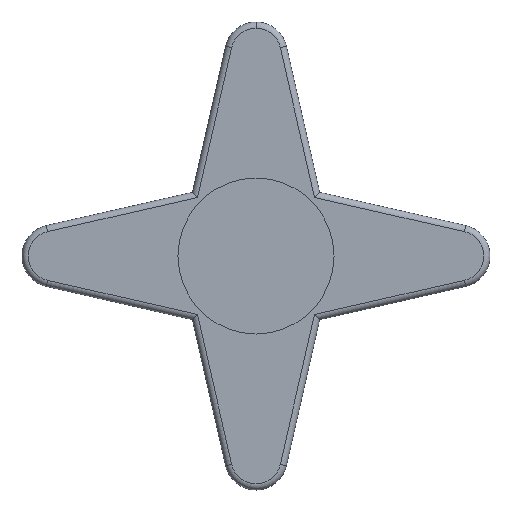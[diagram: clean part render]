
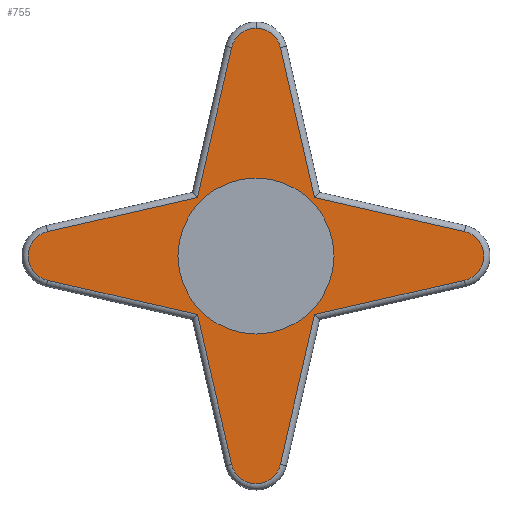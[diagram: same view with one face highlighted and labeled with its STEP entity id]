
A CAD part, front view. The second image highlights one B-rep face of the part: STEP entity #755.
In plain terms, the highlighted planar face has unit normal (0, -1, 0).
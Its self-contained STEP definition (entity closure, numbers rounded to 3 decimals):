
#14 = ORIENTED_EDGE ( 'NONE', *, *, #497, .T. ) ;
#19 = CIRCLE ( 'NONE', #189, 17.857 ) ;
#24 = CARTESIAN_POINT ( 'NONE',  ( 0., 0.847, -17.857 ) ) ;
#26 = ORIENTED_EDGE ( 'NONE', *, *, #782, .T. ) ;
#33 = AXIS2_PLACEMENT_3D ( 'NONE', #501, #987, #901 ) ;
#36 = DIRECTION ( 'NONE',  ( 0., 0., 1. ) ) ;
#63 = EDGE_CURVE ( 'NONE', #222, #1076, #158, .T. ) ;
#67 = CARTESIAN_POINT ( 'NONE',  ( -5.572, 0.847, 47.697 ) ) ;
#87 = AXIS2_PLACEMENT_3D ( 'NONE', #686, #886, #592 ) ;
#93 = DIRECTION ( 'NONE',  ( 0., 0., 1. ) ) ;
#101 = DIRECTION ( 'NONE',  ( 0.975, 0., -0.222 ) ) ;
#103 = CARTESIAN_POINT ( 'NONE',  ( 0., 0.847, 52.143 ) ) ;
#106 = DIRECTION ( 'NONE',  ( -0.222, 0., 0.975 ) ) ;
#138 = VERTEX_POINT ( 'NONE', #24 ) ;
#147 = CARTESIAN_POINT ( 'NONE',  ( 0., 0.847, -46.429 ) ) ;
#158 = CIRCLE ( 'NONE', #1142, 5.714 ) ;
#185 = DIRECTION ( 'NONE',  ( -0.975, 0., -0.222 ) ) ;
#189 = AXIS2_PLACEMENT_3D ( 'NONE', #315, #716, #224 ) ;
#206 = CARTESIAN_POINT ( 'NONE',  ( 25.677, 0.847, -40.581 ) ) ;
#222 = VERTEX_POINT ( 'NONE', #965 ) ;
#224 = DIRECTION ( 'NONE',  ( 0., 0., 1. ) ) ;
#229 = PLANE ( 'NONE',  #522 ) ;
#241 = DIRECTION ( 'NONE',  ( 0.222, 0., 0.975 ) ) ;
#242 = ORIENTED_EDGE ( 'NONE', *, *, #642, .T. ) ;
#243 = EDGE_CURVE ( 'NONE', #291, #519, #1287, .T. ) ;
#278 = VERTEX_POINT ( 'NONE', #783 ) ;
#279 = CARTESIAN_POINT ( 'NONE',  ( 0., 0.847, 0. ) ) ;
#291 = VERTEX_POINT ( 'NONE', #67 ) ;
#315 = CARTESIAN_POINT ( 'NONE',  ( 0., 0.847, 0. ) ) ;
#338 = ORIENTED_EDGE ( 'NONE', *, *, #798, .T. ) ;
#342 = VECTOR ( 'NONE', #1055, 1000. ) ;
#351 = VERTEX_POINT ( 'NONE', #1140 ) ;
#367 = VECTOR ( 'NONE', #185, 1000. ) ;
#368 = CIRCLE ( 'NONE', #33, 5.714 ) ;
#379 = DIRECTION ( 'NONE',  ( -0.975, 0., 0.222 ) ) ;
#385 = CARTESIAN_POINT ( 'NONE',  ( -25.677, 0.847, -40.581 ) ) ;
#390 = DIRECTION ( 'NONE',  ( 0., -1., 0. ) ) ;
#401 = EDGE_CURVE ( 'NONE', #351, #278, #853, .T. ) ;
#406 = LINE ( 'NONE', #477, #367 ) ;
#430 = VECTOR ( 'NONE', #101, 1000. ) ;
#436 = CARTESIAN_POINT ( 'NONE',  ( -5.572, 0.847, -47.697 ) ) ;
#460 = CARTESIAN_POINT ( 'NONE',  ( -47.697, 0.847, 5.572 ) ) ;
#477 = CARTESIAN_POINT ( 'NONE',  ( -13.611, 0.847, 13.335 ) ) ;
#491 = VERTEX_POINT ( 'NONE', #436 ) ;
#497 = EDGE_CURVE ( 'NONE', #654, #291, #1047, .T. ) ;
#501 = CARTESIAN_POINT ( 'NONE',  ( -46.429, 0.847, 0. ) ) ;
#519 = VERTEX_POINT ( 'NONE', #1186 ) ;
#522 = AXIS2_PLACEMENT_3D ( 'NONE', #147, #556, #1038 ) ;
#530 = ORIENTED_EDGE ( 'NONE', *, *, #1302, .T. ) ;
#536 = VECTOR ( 'NONE', #106, 1000. ) ;
#555 = ORIENTED_EDGE ( 'NONE', *, *, #1252, .T. ) ;
#556 = DIRECTION ( 'NONE',  ( 0., 1., 0. ) ) ;
#564 = LINE ( 'NONE', #983, #814 ) ;
#580 = EDGE_CURVE ( 'NONE', #1076, #720, #564, .T. ) ;
#582 = CARTESIAN_POINT ( 'NONE',  ( 6.494, 0.847, -17.914 ) ) ;
#592 = DIRECTION ( 'NONE',  ( 0., 0., 1. ) ) ;
#595 = LINE ( 'NONE', #582, #430 ) ;
#604 = CIRCLE ( 'NONE', #882, 5.714 ) ;
#630 = EDGE_LOOP ( 'NONE', ( #1223, #728 ) ) ;
#631 = LINE ( 'NONE', #1044, #849 ) ;
#642 = EDGE_CURVE ( 'NONE', #1191, #654, #902, .T. ) ;
#652 = CARTESIAN_POINT ( 'NONE',  ( 0., 0.847, -46.429 ) ) ;
#654 = VERTEX_POINT ( 'NONE', #103 ) ;
#686 = CARTESIAN_POINT ( 'NONE',  ( 0., 0.847, 46.429 ) ) ;
#696 = VERTEX_POINT ( 'NONE', #1224 ) ;
#708 = ORIENTED_EDGE ( 'NONE', *, *, #63, .T. ) ;
#715 = ORIENTED_EDGE ( 'NONE', *, *, #1153, .T. ) ;
#716 = DIRECTION ( 'NONE',  ( 0., -1., 0. ) ) ;
#720 = VERTEX_POINT ( 'NONE', #815 ) ;
#721 = DIRECTION ( 'NONE',  ( 0., -1., 0. ) ) ;
#725 = EDGE_CURVE ( 'NONE', #138, #919, #19, .T. ) ;
#728 = ORIENTED_EDGE ( 'NONE', *, *, #725, .F. ) ;
#729 = DIRECTION ( 'NONE',  ( 0., -1., 0. ) ) ;
#734 = DIRECTION ( 'NONE',  ( 0.975, 0., 0.222 ) ) ;
#755 = ADVANCED_FACE ( 'NONE', ( #946, #959 ), #229, .F. ) ;
#759 = CARTESIAN_POINT ( 'NONE',  ( 0., 0.847, 17.857 ) ) ;
#761 = AXIS2_PLACEMENT_3D ( 'NONE', #279, #1013, #1089 ) ;
#774 = CARTESIAN_POINT ( 'NONE',  ( -5.572, 0.847, -47.697 ) ) ;
#781 = CARTESIAN_POINT ( 'NONE',  ( 5.572, 0.847, 47.697 ) ) ;
#782 = EDGE_CURVE ( 'NONE', #491, #351, #604, .T. ) ;
#783 = CARTESIAN_POINT ( 'NONE',  ( 13.386, 0.847, -13.386 ) ) ;
#786 = CARTESIAN_POINT ( 'NONE',  ( -47.697, 0.847, -5.572 ) ) ;
#789 = VECTOR ( 'NONE', #241, 1000. ) ;
#794 = ORIENTED_EDGE ( 'NONE', *, *, #995, .T. ) ;
#798 = EDGE_CURVE ( 'NONE', #278, #222, #631, .T. ) ;
#814 = VECTOR ( 'NONE', #379, 1000. ) ;
#815 = CARTESIAN_POINT ( 'NONE',  ( 13.386, 0.847, 13.386 ) ) ;
#849 = VECTOR ( 'NONE', #734, 1000. ) ;
#853 = LINE ( 'NONE', #1243, #789 ) ;
#854 = ORIENTED_EDGE ( 'NONE', *, *, #580, .T. ) ;
#872 = LINE ( 'NONE', #774, #342 ) ;
#882 = AXIS2_PLACEMENT_3D ( 'NONE', #652, #729, #36 ) ;
#886 = DIRECTION ( 'NONE',  ( 0., -1., 0. ) ) ;
#901 = DIRECTION ( 'NONE',  ( 0., 0., 1. ) ) ;
#902 = CIRCLE ( 'NONE', #1257, 5.714 ) ;
#919 = VERTEX_POINT ( 'NONE', #759 ) ;
#923 = ORIENTED_EDGE ( 'NONE', *, *, #243, .T. ) ;
#946 = FACE_BOUND ( 'NONE', #630, .T. ) ;
#959 = FACE_OUTER_BOUND ( 'NONE', #1162, .T. ) ;
#965 = CARTESIAN_POINT ( 'NONE',  ( 47.697, 0.847, -5.572 ) ) ;
#982 = ORIENTED_EDGE ( 'NONE', *, *, #1297, .T. ) ;
#983 = CARTESIAN_POINT ( 'NONE',  ( 13.611, 0.847, 13.335 ) ) ;
#987 = DIRECTION ( 'NONE',  ( 0., -1., 0. ) ) ;
#993 = CARTESIAN_POINT ( 'NONE',  ( 46.429, 0.847, 0. ) ) ;
#995 = EDGE_CURVE ( 'NONE', #696, #491, #872, .T. ) ;
#1004 = CIRCLE ( 'NONE', #761, 17.857 ) ;
#1006 = CARTESIAN_POINT ( 'NONE',  ( 0., 0.847, 46.429 ) ) ;
#1013 = DIRECTION ( 'NONE',  ( 0., -1., 0. ) ) ;
#1018 = VECTOR ( 'NONE', #1293, 1000. ) ;
#1038 = DIRECTION ( 'NONE',  ( 0., 0., 1. ) ) ;
#1044 = CARTESIAN_POINT ( 'NONE',  ( -6.494, 0.847, -17.914 ) ) ;
#1047 = CIRCLE ( 'NONE', #87, 5.714 ) ;
#1055 = DIRECTION ( 'NONE',  ( 0.222, 0., -0.975 ) ) ;
#1066 = VERTEX_POINT ( 'NONE', #460 ) ;
#1076 = VERTEX_POINT ( 'NONE', #1264 ) ;
#1082 = LINE ( 'NONE', #206, #536 ) ;
#1089 = DIRECTION ( 'NONE',  ( 0., 0., 1. ) ) ;
#1110 = ORIENTED_EDGE ( 'NONE', *, *, #401, .T. ) ;
#1140 = CARTESIAN_POINT ( 'NONE',  ( 5.572, 0.847, -47.697 ) ) ;
#1142 = AXIS2_PLACEMENT_3D ( 'NONE', #993, #390, #93 ) ;
#1143 = VERTEX_POINT ( 'NONE', #786 ) ;
#1153 = EDGE_CURVE ( 'NONE', #519, #1066, #406, .T. ) ;
#1162 = EDGE_LOOP ( 'NONE', ( #1110, #338, #708, #854, #555, #242, #14, #923, #715, #530, #982, #794, #26 ) ) ;
#1186 = CARTESIAN_POINT ( 'NONE',  ( -13.386, 0.847, 13.386 ) ) ;
#1191 = VERTEX_POINT ( 'NONE', #781 ) ;
#1205 = DIRECTION ( 'NONE',  ( 0., 0., 1. ) ) ;
#1223 = ORIENTED_EDGE ( 'NONE', *, *, #1226, .F. ) ;
#1224 = CARTESIAN_POINT ( 'NONE',  ( -13.386, 0.847, -13.386 ) ) ;
#1226 = EDGE_CURVE ( 'NONE', #919, #138, #1004, .T. ) ;
#1243 = CARTESIAN_POINT ( 'NONE',  ( 5.572, 0.847, -47.697 ) ) ;
#1252 = EDGE_CURVE ( 'NONE', #720, #1191, #1082, .T. ) ;
#1257 = AXIS2_PLACEMENT_3D ( 'NONE', #1006, #721, #1205 ) ;
#1264 = CARTESIAN_POINT ( 'NONE',  ( 47.697, 0.847, 5.572 ) ) ;
#1287 = LINE ( 'NONE', #385, #1018 ) ;
#1293 = DIRECTION ( 'NONE',  ( -0.222, 0., -0.975 ) ) ;
#1297 = EDGE_CURVE ( 'NONE', #1143, #696, #595, .T. ) ;
#1302 = EDGE_CURVE ( 'NONE', #1066, #1143, #368, .T. ) ;
